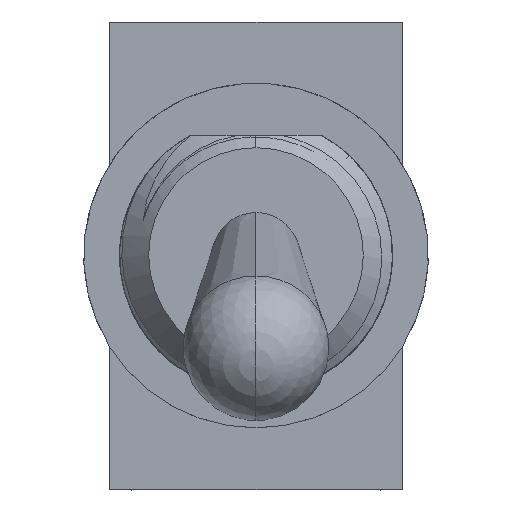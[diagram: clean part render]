
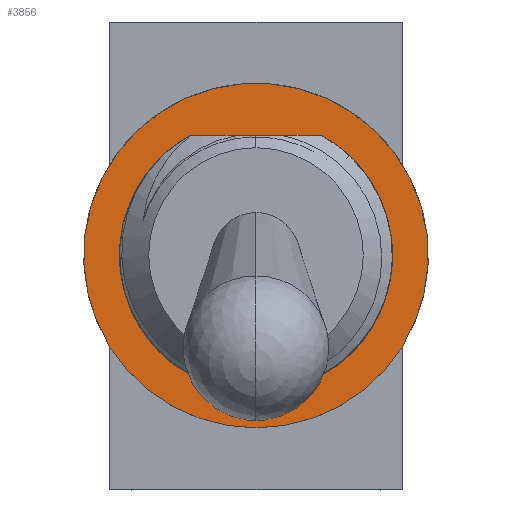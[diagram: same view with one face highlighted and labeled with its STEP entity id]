
A CAD part, top view. The second image highlights one B-rep face of the part: STEP entity #3856.
In plain terms, the highlighted planar face has unit normal (0, 0, 1).
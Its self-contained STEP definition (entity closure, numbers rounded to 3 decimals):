
#1260=CARTESIAN_POINT('',(0.,0.,-12.954));
#1261=DIRECTION('',(0.,0.,1.));
#1262=DIRECTION('',(-0.125,-0.992,0.));
#1263=AXIS2_PLACEMENT_3D('',#1260,#1261,#1262);
#1538=CARTESIAN_POINT('',(-0.298,-2.356,-12.954));
#1539=CARTESIAN_POINT('',(-0.399,-2.338,-12.954));
#1540=CARTESIAN_POINT('',(-0.597,-2.291,-12.954));
#1541=CARTESIAN_POINT('',(-0.881,-2.182,-12.954));
#1542=CARTESIAN_POINT('',(-1.149,-2.038,-12.954));
#1543=CARTESIAN_POINT('',(-1.394,-1.862,-12.954));
#1544=CARTESIAN_POINT('',(-1.614,-1.656,-12.954));
#1545=CARTESIAN_POINT('',(-1.804,-1.425,-12.954));
#1546=CARTESIAN_POINT('',(-1.962,-1.172,-12.954));
#1547=CARTESIAN_POINT('',(-2.085,-0.901,-12.954));
#1548=CARTESIAN_POINT('',(-2.171,-0.619,-12.954));
#1549=CARTESIAN_POINT('',(-2.219,-0.328,-12.954));
#1550=CARTESIAN_POINT('',(-2.229,-0.036,-12.954));
#1551=CARTESIAN_POINT('',(-2.201,0.254,-12.954));
#1552=CARTESIAN_POINT('',(-2.135,0.537,-12.954));
#1553=CARTESIAN_POINT('',(-2.034,0.807,-12.954));
#1554=CARTESIAN_POINT('',(-1.898,1.061,-12.954));
#1555=CARTESIAN_POINT('',(-1.731,1.293,-12.954));
#1556=CARTESIAN_POINT('',(-1.535,1.499,-12.954));
#1557=CARTESIAN_POINT('',(-1.315,1.678,-12.954));
#1558=CARTESIAN_POINT('',(-1.075,1.825,-12.954));
#1559=CARTESIAN_POINT('',(-0.817,1.939,-12.954));
#1560=CARTESIAN_POINT('',(-0.551,2.016,-12.954));
#1561=CARTESIAN_POINT('',(-0.275,2.057,-12.954));
#1562=CARTESIAN_POINT('',(-0.092,2.06,-12.954));
#1563=CARTESIAN_POINT('',(0.,2.055,-12.954));
#1689=CARTESIAN_POINT('',(0.,0.,-12.954));
#1690=DIRECTION('',(0.,0.,1.));
#1691=DIRECTION('',(-0.847,-0.531,0.));
#1692=AXIS2_PLACEMENT_3D('',#1689,#1690,#1691);
#1718=CARTESIAN_POINT('',(0.,2.055,-12.954));
#1719=CARTESIAN_POINT('',(0.089,2.06,-12.954));
#1720=CARTESIAN_POINT('',(0.265,2.058,-12.954));
#1721=CARTESIAN_POINT('',(0.53,2.02,-12.954));
#1722=CARTESIAN_POINT('',(0.785,1.949,-12.954));
#1723=CARTESIAN_POINT('',(1.029,1.848,-12.954));
#1724=CARTESIAN_POINT('',(1.261,1.715,-12.954));
#1725=CARTESIAN_POINT('',(1.48,1.549,-12.954));
#1726=CARTESIAN_POINT('',(1.685,1.346,-12.954));
#1727=CARTESIAN_POINT('',(1.864,1.114,-12.954));
#1728=CARTESIAN_POINT('',(2.009,0.86,-12.954));
#1729=CARTESIAN_POINT('',(2.119,0.589,-12.954));
#1730=CARTESIAN_POINT('',(2.192,0.305,-12.954));
#1731=CARTESIAN_POINT('',(2.228,0.012,-12.954));
#1732=CARTESIAN_POINT('',(2.223,-0.286,-12.954));
#1733=CARTESIAN_POINT('',(2.18,-0.58,-12.954));
#1734=CARTESIAN_POINT('',(2.097,-0.869,-12.954));
#1735=CARTESIAN_POINT('',(1.976,-1.144,-12.954));
#1736=CARTESIAN_POINT('',(1.819,-1.403,-12.954));
#1737=CARTESIAN_POINT('',(1.629,-1.64,-12.954));
#1738=CARTESIAN_POINT('',(1.409,-1.85,-12.954));
#1739=CARTESIAN_POINT('',(1.16,-2.032,-12.954));
#1740=CARTESIAN_POINT('',(0.891,-2.178,-12.954));
#1741=CARTESIAN_POINT('',(0.6,-2.29,-12.954));
#1742=CARTESIAN_POINT('',(0.4,-2.338,-12.954));
#1743=CARTESIAN_POINT('',(0.298,-2.356,-12.954));
#2307=CARTESIAN_POINT('',(0.,0.,-12.954));
#2308=DIRECTION('',(0.,0.,1.));
#2309=DIRECTION('',(0.847,-0.531,0.));
#2310=AXIS2_PLACEMENT_3D('',#2307,#2308,#2309);
#2925=CARTESIAN_POINT('',(-0.298,-2.356,-12.954));
#2926=CARTESIAN_POINT('',(0.298,-2.356,-12.954));
#2927=VERTEX_POINT('',#2925);
#2928=VERTEX_POINT('',#2926);
#2929=VERTEX_POINT('',#1718);
#2994=CARTESIAN_POINT('',(2.54,-1.591,-12.954));
#2996=VERTEX_POINT('',#2994);
#3000=CARTESIAN_POINT('',(-2.54,-1.591,-12.954));
#3002=VERTEX_POINT('',#3000);
#3839=CARTESIAN_POINT('',(0.,0.,-12.954));
#3840=DIRECTION('',(0.,0.,-1.));
#3841=DIRECTION('',(0.,-1.,0.));
#3842=AXIS2_PLACEMENT_3D('',#3839,#3840,#3841);
#3843=PLANE('',#3842);
#3845=ORIENTED_EDGE('',*,*,#3844,.F.);
#3847=ORIENTED_EDGE('',*,*,#3846,.F.);
#3848=EDGE_LOOP('',(#3845,#3847));
#3849=FACE_OUTER_BOUND('',#3848,.F.);
#3850=ORIENTED_EDGE('',*,*,#3378,.T.);
#3852=ORIENTED_EDGE('',*,*,#3851,.F.);
#3853=ORIENTED_EDGE('',*,*,#3830,.F.);
#3854=EDGE_LOOP('',(#3850,#3852,#3853));
#3855=FACE_BOUND('',#3854,.F.);
#1264=CIRCLE('',#1263,2.374);
#1564=B_SPLINE_CURVE_WITH_KNOTS('',3,(#1538,#1539,#1540,#1541,#1542,#1543,#1544,
#1545,#1546,#1547,#1548,#1549,#1550,#1551,#1552,#1553,#1554,#1555,#1556,#1557,
#1558,#1559,#1560,#1561,#1562,#1563),.UNSPECIFIED.,.F.,.F.,(4,1,1,1,1,1,1,1,1,1,
1,1,1,1,1,1,1,1,1,1,1,1,1,4),(0.,0.043,0.087,
0.13,0.174,0.217,0.261,
0.304,0.348,0.391,0.435,
0.478,0.522,0.565,0.609,
0.652,0.696,0.739,0.783,
0.826,0.87,0.913,0.957,1.),
.UNSPECIFIED.);
#1693=CIRCLE('',#1692,2.997);
#1744=B_SPLINE_CURVE_WITH_KNOTS('',3,(#1718,#1719,#1720,#1721,#1722,#1723,#1724,
#1725,#1726,#1727,#1728,#1729,#1730,#1731,#1732,#1733,#1734,#1735,#1736,#1737,
#1738,#1739,#1740,#1741,#1742,#1743),.UNSPECIFIED.,.F.,.F.,(4,1,1,1,1,1,1,1,1,1,
1,1,1,1,1,1,1,1,1,1,1,1,1,4),(0.,0.043,0.087,
0.13,0.174,0.217,0.261,
0.304,0.348,0.391,0.435,
0.478,0.522,0.565,0.609,
0.652,0.696,0.739,0.783,
0.826,0.87,0.913,0.957,1.),
.UNSPECIFIED.);
#2311=CIRCLE('',#2310,2.997);
#3378=EDGE_CURVE('',#2927,#2928,#1264,.T.);
#3830=EDGE_CURVE('',#2927,#2929,#1564,.T.);
#3844=EDGE_CURVE('',#3002,#2996,#1693,.T.);
#3846=EDGE_CURVE('',#2996,#3002,#2311,.T.);
#3851=EDGE_CURVE('',#2929,#2928,#1744,.T.);
#3856=ADVANCED_FACE('',(#3849,#3855),#3843,.F.);
